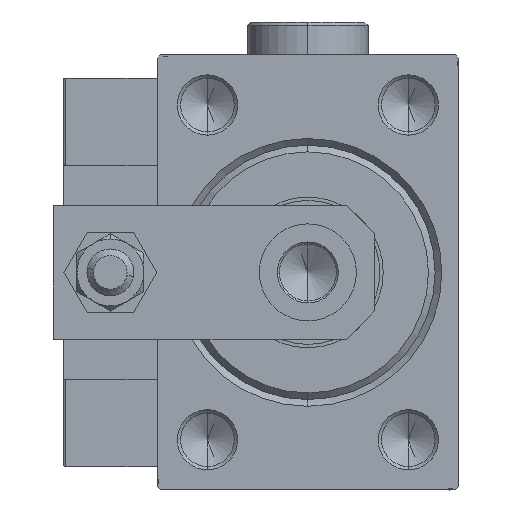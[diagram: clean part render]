
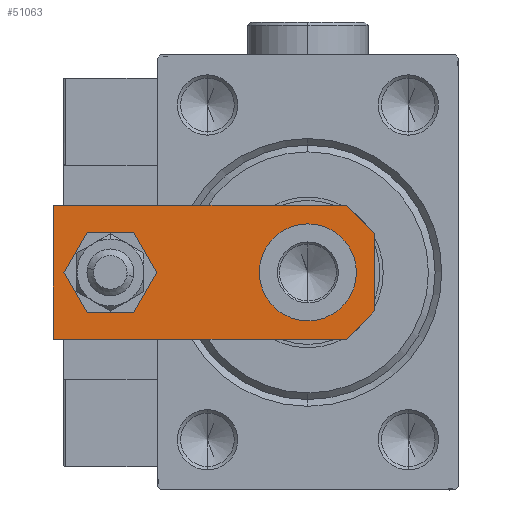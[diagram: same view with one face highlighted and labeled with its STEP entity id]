
A CAD part, left-side view. The second image highlights one B-rep face of the part: STEP entity #51063.
In plain terms, the highlighted face is planar.
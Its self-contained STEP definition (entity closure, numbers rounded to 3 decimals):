
#59 = CARTESIAN_POINT ( 'NONE',  ( -10., 4.24, 6. ) ) ;
#75 = EDGE_CURVE ( 'NONE', #4778, #42241, #44127, .T. ) ;
#302 = CIRCLE ( 'NONE', #24908, 7.25 ) ;
#1403 = ORIENTED_EDGE ( 'NONE', *, *, #15926, .F. ) ;
#2150 = DIRECTION ( 'NONE',  ( 1., 0., 0. ) ) ;
#3750 = DIRECTION ( 'NONE',  ( 0.707, 0.707, 0. ) ) ;
#4380 = ORIENTED_EDGE ( 'NONE', *, *, #11250, .F. ) ;
#4778 = VERTEX_POINT ( 'NONE', #42364 ) ;
#5232 = VERTEX_POINT ( 'NONE', #39890 ) ;
#5363 = LINE ( 'NONE', #26075, #48058 ) ;
#6327 = EDGE_LOOP ( 'NONE', ( #43249, #17452 ) ) ;
#8123 = CARTESIAN_POINT ( 'NONE',  ( 10., 48., 6. ) ) ;
#8501 = VERTEX_POINT ( 'NONE', #15716 ) ;
#9478 = CARTESIAN_POINT ( 'NONE',  ( -10., 48., 6. ) ) ;
#9681 = DIRECTION ( 'NONE',  ( 0., 1., 0. ) ) ;
#10165 = DIRECTION ( 'NONE',  ( 0., 0., 1. ) ) ;
#10645 = LINE ( 'NONE', #27392, #49420 ) ;
#11173 = CARTESIAN_POINT ( 'NONE',  ( 2.88, -2.88, 6. ) ) ;
#11250 = EDGE_CURVE ( 'NONE', #17722, #5232, #13240, .T. ) ;
#12983 = ORIENTED_EDGE ( 'NONE', *, *, #44516, .T. ) ;
#13240 = CIRCLE ( 'NONE', #17499, 7.25 ) ;
#13753 = DIRECTION ( 'NONE',  ( 0., 0., 1. ) ) ;
#13898 = CARTESIAN_POINT ( 'NONE',  ( 0., 10., 6. ) ) ;
#14021 = CARTESIAN_POINT ( 'NONE',  ( 0., 39.5, 6. ) ) ;
#15119 = AXIS2_PLACEMENT_3D ( 'NONE', #30379, #10165, #26372 ) ;
#15716 = CARTESIAN_POINT ( 'NONE',  ( -4., 39.5, 6. ) ) ;
#15792 = DIRECTION ( 'NONE',  ( 1., 0., 0. ) ) ;
#15926 = EDGE_CURVE ( 'NONE', #5232, #17722, #302, .T. ) ;
#16624 = CARTESIAN_POINT ( 'NONE',  ( 4., 39.5, 6. ) ) ;
#16868 = LINE ( 'NONE', #33083, #41913 ) ;
#17452 = ORIENTED_EDGE ( 'NONE', *, *, #51431, .F. ) ;
#17499 = AXIS2_PLACEMENT_3D ( 'NONE', #33757, #21263, #37462 ) ;
#17638 = LINE ( 'NONE', #42847, #23509 ) ;
#17722 = VERTEX_POINT ( 'NONE', #45892 ) ;
#18415 = ORIENTED_EDGE ( 'NONE', *, *, #47440, .T. ) ;
#18901 = VECTOR ( 'NONE', #3750, 1000. ) ;
#19141 = CIRCLE ( 'NONE', #26803, 4. ) ;
#21263 = DIRECTION ( 'NONE',  ( 0., 0., 1. ) ) ;
#22345 = EDGE_CURVE ( 'NONE', #47379, #49753, #51482, .T. ) ;
#22380 = DIRECTION ( 'NONE',  ( 0., -1., 0. ) ) ;
#23509 = VECTOR ( 'NONE', #22380, 1000. ) ;
#23811 = EDGE_CURVE ( 'NONE', #49753, #52310, #17638, .T. ) ;
#24908 = AXIS2_PLACEMENT_3D ( 'NONE', #13898, #33861, #25610 ) ;
#25610 = DIRECTION ( 'NONE',  ( 1., 0., 0. ) ) ;
#25620 = ORIENTED_EDGE ( 'NONE', *, *, #23811, .T. ) ;
#25814 = EDGE_LOOP ( 'NONE', ( #1403, #4380 ) ) ;
#26075 = CARTESIAN_POINT ( 'NONE',  ( -10., 0., 6. ) ) ;
#26372 = DIRECTION ( 'NONE',  ( 1., 0., 0. ) ) ;
#26803 = AXIS2_PLACEMENT_3D ( 'NONE', #14021, #13753, #33712 ) ;
#27005 = CIRCLE ( 'NONE', #15119, 4. ) ;
#27392 = CARTESIAN_POINT ( 'NONE',  ( -2.88, -2.88, 6. ) ) ;
#28238 = VERTEX_POINT ( 'NONE', #16624 ) ;
#28279 = FACE_OUTER_BOUND ( 'NONE', #29962, .T. ) ;
#28954 = ORIENTED_EDGE ( 'NONE', *, *, #75, .T. ) ;
#29962 = EDGE_LOOP ( 'NONE', ( #25620, #12983, #32302, #28954, #18415, #48938 ) ) ;
#30379 = CARTESIAN_POINT ( 'NONE',  ( 0., 39.5, 6. ) ) ;
#31356 = EDGE_CURVE ( 'NONE', #8501, #28238, #27005, .T. ) ;
#32302 = ORIENTED_EDGE ( 'NONE', *, *, #52457, .T. ) ;
#32780 = VECTOR ( 'NONE', #43758, 1000. ) ;
#33083 = CARTESIAN_POINT ( 'NONE',  ( 10., 0., 6. ) ) ;
#33712 = DIRECTION ( 'NONE',  ( 1., 0., 0. ) ) ;
#33757 = CARTESIAN_POINT ( 'NONE',  ( 0., 10., 6. ) ) ;
#33861 = DIRECTION ( 'NONE',  ( 0., 0., 1. ) ) ;
#35977 = FACE_BOUND ( 'NONE', #6327, .T. ) ;
#37245 = CARTESIAN_POINT ( 'NONE',  ( -5.76, 0., 6. ) ) ;
#37462 = DIRECTION ( 'NONE',  ( 1., 0., 0. ) ) ;
#37481 = FACE_BOUND ( 'NONE', #25814, .T. ) ;
#39890 = CARTESIAN_POINT ( 'NONE',  ( -7.25, 10., 6. ) ) ;
#39995 = PLANE ( 'NONE',  #41224 ) ;
#40570 = CARTESIAN_POINT ( 'NONE',  ( 10., 48., 6. ) ) ;
#41163 = CARTESIAN_POINT ( 'NONE',  ( 10., 4.24, 6. ) ) ;
#41224 = AXIS2_PLACEMENT_3D ( 'NONE', #52210, #41753, #15792 ) ;
#41753 = DIRECTION ( 'NONE',  ( 0., 0., 1. ) ) ;
#41913 = VECTOR ( 'NONE', #9681, 1000. ) ;
#42241 = VERTEX_POINT ( 'NONE', #41163 ) ;
#42364 = CARTESIAN_POINT ( 'NONE',  ( 5.76, 0., 6. ) ) ;
#42847 = CARTESIAN_POINT ( 'NONE',  ( -10., 48., 6. ) ) ;
#43249 = ORIENTED_EDGE ( 'NONE', *, *, #31356, .F. ) ;
#43758 = DIRECTION ( 'NONE',  ( -1., 0., 0. ) ) ;
#44127 = LINE ( 'NONE', #11173, #18901 ) ;
#44516 = EDGE_CURVE ( 'NONE', #52310, #49394, #10645, .T. ) ;
#45892 = CARTESIAN_POINT ( 'NONE',  ( 7.25, 10., 6. ) ) ;
#47379 = VERTEX_POINT ( 'NONE', #8123 ) ;
#47440 = EDGE_CURVE ( 'NONE', #42241, #47379, #16868, .T. ) ;
#47585 = DIRECTION ( 'NONE',  ( 0.707, -0.707, 0. ) ) ;
#48058 = VECTOR ( 'NONE', #2150, 1000. ) ;
#48938 = ORIENTED_EDGE ( 'NONE', *, *, #22345, .T. ) ;
#49394 = VERTEX_POINT ( 'NONE', #37245 ) ;
#49420 = VECTOR ( 'NONE', #47585, 1000. ) ;
#49753 = VERTEX_POINT ( 'NONE', #9478 ) ;
#51063 = ADVANCED_FACE ( 'NONE', ( #35977, #28279, #37481 ), #39995, .T. ) ;
#51431 = EDGE_CURVE ( 'NONE', #28238, #8501, #19141, .T. ) ;
#51482 = LINE ( 'NONE', #40570, #32780 ) ;
#52210 = CARTESIAN_POINT ( 'NONE',  ( 0., 0., 6. ) ) ;
#52310 = VERTEX_POINT ( 'NONE', #59 ) ;
#52457 = EDGE_CURVE ( 'NONE', #49394, #4778, #5363, .T. ) ;
